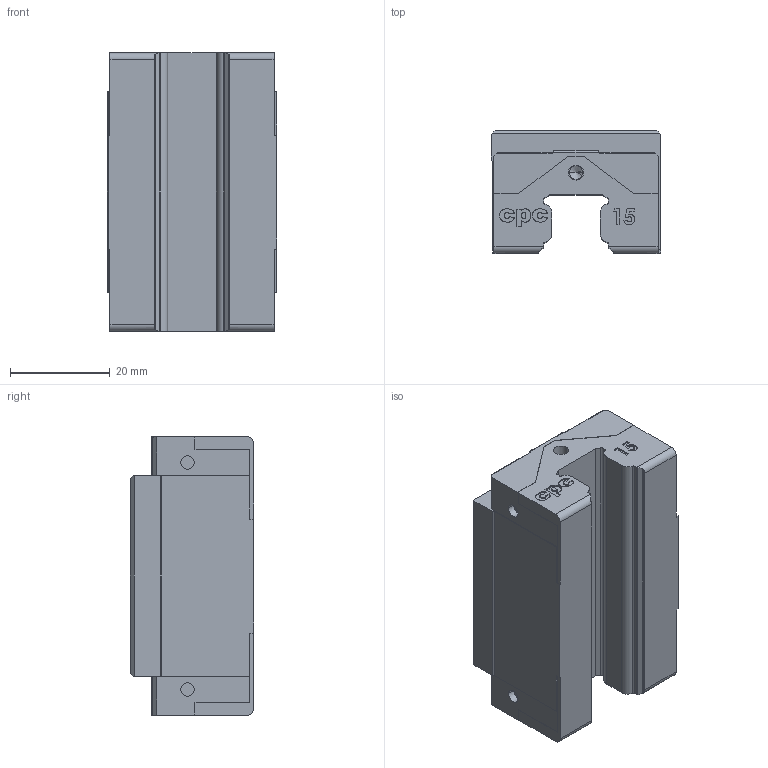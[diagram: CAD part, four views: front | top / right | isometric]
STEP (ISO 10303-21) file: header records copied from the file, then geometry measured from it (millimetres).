
FILE_DESCRIPTION (( 'STEP AP214' ), '1' );
FILE_NAME ('HRC15MN-block_V2.STEP', '2013-03-11T11:29:55', ( 'CPC' ), ( '' ), 'SwSTEP 2.0', 'SolidWorks 2010', '' );
FILE_SCHEMA (( 'AUTOMOTIVE_DESIGN' ));
Length unit declared in the file: millimetre
Products named in the file (1): HRC15MN-block_V2
Bounding box: 34 x 24.7 x 55.9 mm (x, y, z)
Volume: 35988.8 mm3; surface area: 9792.9 mm2
Topology: 1 solids, 1 shells, 306 faces, 812 edges, 526 vertices
Faces by surface type: plane 146, bspline 74, cylinder 62, cone 24
Entity records: 15586 total; most frequent: CARTESIAN_POINT 8229, ORIENTED_EDGE 1600, DIRECTION 1214, EDGE_CURVE 800, VERTEX_POINT 526, VECTOR 508, LINE 508, AXIS2_PLACEMENT_3D 353
